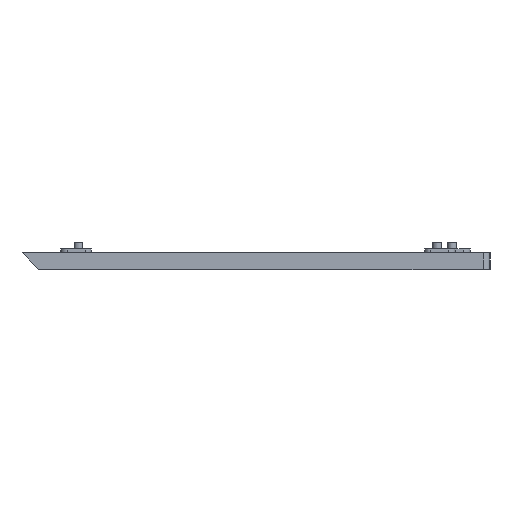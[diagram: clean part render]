
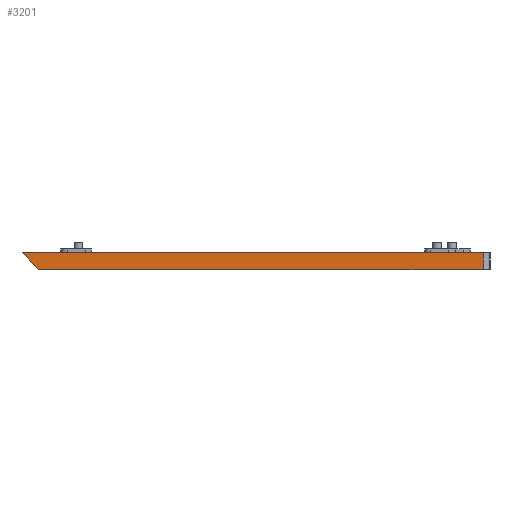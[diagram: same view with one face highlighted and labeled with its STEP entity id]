
A CAD part, left-side view. The second image highlights one B-rep face of the part: STEP entity #3201.
In plain terms, the highlighted planar face has unit normal (-1, 0, 0).
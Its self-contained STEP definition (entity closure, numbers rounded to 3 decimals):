
#55=PLANE('',#3435);
#163=FACE_OUTER_BOUND('',#354,.T.);
#354=EDGE_LOOP('',(#2247,#2248,#2249,#2250));
#835=LINE('',#5561,#1063);
#845=LINE('',#5599,#1073);
#847=LINE('',#5603,#1075);
#848=LINE('',#5604,#1076);
#1063=VECTOR('',#3869,10.);
#1073=VECTOR('',#3899,10.);
#1075=VECTOR('',#3903,10.);
#1076=VECTOR('',#3904,10.);
#1376=VERTEX_POINT('',#5558);
#1377=VERTEX_POINT('',#5560);
#1395=VERTEX_POINT('',#5597);
#1396=VERTEX_POINT('',#5602);
#1718=EDGE_CURVE('',#1377,#1376,#835,.T.);
#1737=EDGE_CURVE('',#1395,#1376,#845,.T.);
#1739=EDGE_CURVE('',#1395,#1396,#847,.T.);
#1740=EDGE_CURVE('',#1396,#1377,#848,.T.);
#2247=ORIENTED_EDGE('',*,*,#1737,.F.);
#2248=ORIENTED_EDGE('',*,*,#1739,.T.);
#2249=ORIENTED_EDGE('',*,*,#1740,.T.);
#2250=ORIENTED_EDGE('',*,*,#1718,.T.);
#3201=ADVANCED_FACE('',(#163),#55,.T.);
#3435=AXIS2_PLACEMENT_3D('',#5601,#3901,#3902);
#3869=DIRECTION('',(0.,-1.,0.));
#3899=DIRECTION('',(0.,0.,-1.));
#3901=DIRECTION('center_axis',(-1.,0.,0.));
#3902=DIRECTION('ref_axis',(0.,0.,1.));
#3903=DIRECTION('',(0.,1.,0.));
#3904=DIRECTION('',(0.,-0.699,-0.716));
#5558=CARTESIAN_POINT('',(-7.906,-16.542,-8.2));
#5560=CARTESIAN_POINT('',(-7.906,124.762,-8.2));
#5561=CARTESIAN_POINT('',(-7.906,11.452,-8.2));
#5597=CARTESIAN_POINT('',(-7.906,-16.542,-2.8));
#5599=CARTESIAN_POINT('',(-7.906,-16.542,-1.));
#5601=CARTESIAN_POINT('Origin',(-7.906,-32.742,-1.));
#5602=CARTESIAN_POINT('',(-7.906,130.033,-2.8));
#5603=CARTESIAN_POINT('',(-7.906,7.952,-2.8));
#5604=CARTESIAN_POINT('',(-7.906,86.67,-47.221));
